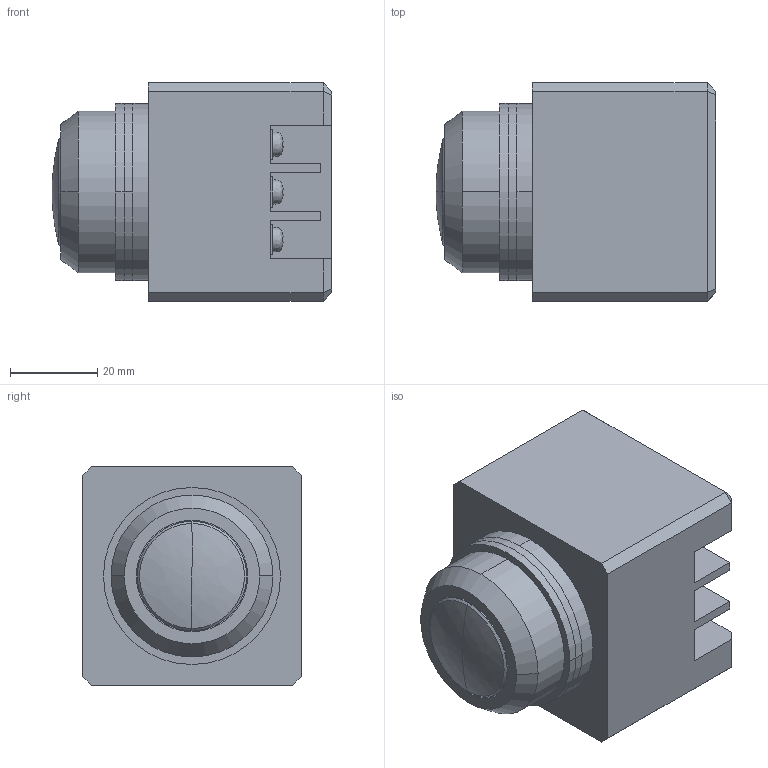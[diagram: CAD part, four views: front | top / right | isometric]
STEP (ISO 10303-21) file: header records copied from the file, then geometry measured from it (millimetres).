
FILE_DESCRIPTION (( 'STEP AP214' ), '1' );
FILE_NAME ('BM-202H.step', '2019-03-26T15:46:14', ( '' ), ( '' ), 'SwSTEP 2.0', 'SolidWorks 2018', '' );
FILE_SCHEMA (( 'AUTOMOTIVE_DESIGN' ));
Length unit declared in the file: inch
Products named in the file (1): BM-202H
Bounding box: 64 x 50 x 50 mm (x, y, z)
Volume: 122602.8 mm3; surface area: 24337.6 mm2
Topology: 5 solids, 5 shells, 120 faces, 294 edges, 191 vertices
Faces by surface type: plane 68, bspline 26, cylinder 22, cone 4
Entity records: 6117 total; most frequent: CARTESIAN_POINT 1790, ORIENTED_EDGE 584, DIRECTION 489, EDGE_CURVE 292, VERTEX_POINT 191, LINE 165, VECTOR 165, AXIS2_PLACEMENT_3D 162
